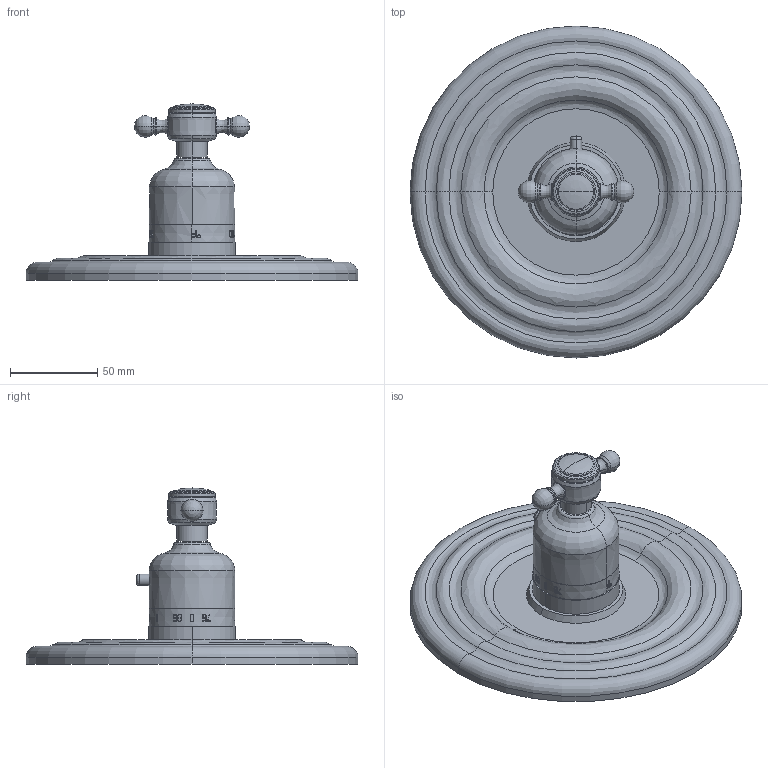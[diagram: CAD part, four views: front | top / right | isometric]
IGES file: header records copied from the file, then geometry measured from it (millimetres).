
Start section:  PTC IGES file: 3-1034tr.igs
Global section: file name: 3-1034tr.igs; native system: Creo Parametric by PTC Inc.; preprocessor: 2018400; author: jinson.thomas; organization: Unknown; date: 20201202.132851; units: inch
Bounding box: 190.5 x 190.5 x 101.05 mm (x, y, z)
Volume: 415934.4 mm3; surface area: 75577.9 mm2
Topology: 1 solids, 1 shells, 451 faces, 1210 edges, 778 vertices
Faces by surface type: bspline 338, revolution 113
